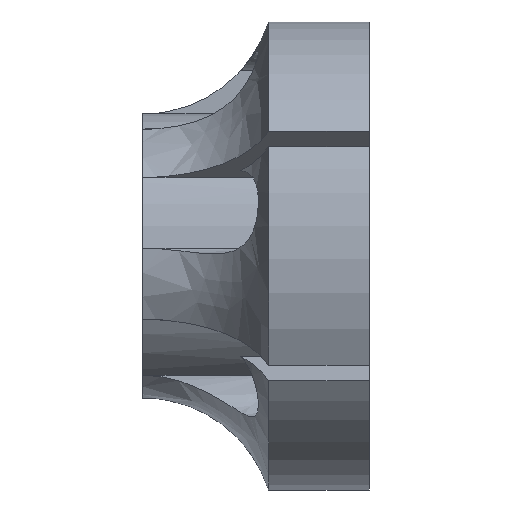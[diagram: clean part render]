
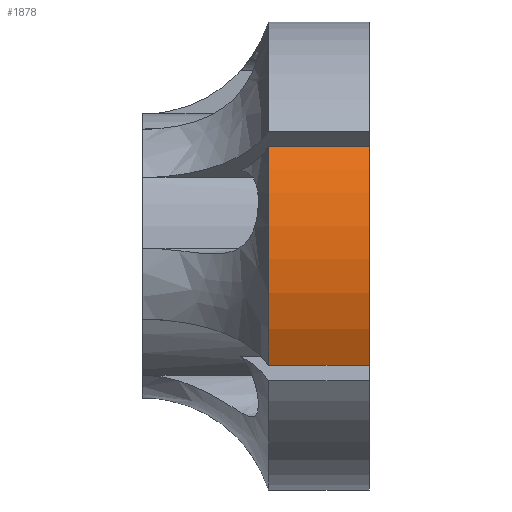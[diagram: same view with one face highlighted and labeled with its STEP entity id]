
A CAD part, left-side view. The second image highlights one B-rep face of the part: STEP entity #1878.
In plain terms, the highlighted free-form (B-spline) face has degree [2, 1] with [3, 2] control points.
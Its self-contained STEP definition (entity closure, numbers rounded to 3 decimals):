
#1760 = VERTEX_POINT('',#1761);
#1761 = CARTESIAN_POINT('',(-28.549,13.887,
    15.08));
#1772 = EDGE_CURVE('',#1760,#1773,#1775,.T.);
#1773 = VERTEX_POINT('',#1774);
#1774 = CARTESIAN_POINT('',(-28.549,0.,15.08));
#1775 = B_SPLINE_CURVE_WITH_KNOTS('',1,(#1776,#1777),.UNSPECIFIED.,.F.,
  .F.,(2,2),(-0.,10.),.PIECEWISE_BEZIER_KNOTS.);
#1776 = CARTESIAN_POINT('',(-28.549,13.887,
    15.08));
#1777 = CARTESIAN_POINT('',(-28.549,0.,15.08));
#1800 = EDGE_CURVE('',#1801,#1773,#1803,.T.);
#1801 = VERTEX_POINT('',#1802);
#1802 = CARTESIAN_POINT('',(-28.549,0.,-15.08));
#1803 = ( BOUNDED_CURVE() B_SPLINE_CURVE(2,(#1804,#1805,#1806),
.UNSPECIFIED.,.F.,.F.) B_SPLINE_CURVE_WITH_KNOTS((3,3),(4.226,
5.198),.PIECEWISE_BEZIER_KNOTS.) CURVE() 
GEOMETRIC_REPRESENTATION_ITEM() RATIONAL_B_SPLINE_CURVE((1.,
0.884,1.)) REPRESENTATION_ITEM('') );
#1804 = CARTESIAN_POINT('',(-28.549,0.,-15.08));
#1805 = CARTESIAN_POINT('',(-36.514,0.,0.));
#1806 = CARTESIAN_POINT('',(-28.549,0.,15.08));
#1840 = EDGE_CURVE('',#1841,#1801,#1843,.T.);
#1841 = VERTEX_POINT('',#1842);
#1842 = CARTESIAN_POINT('',(-28.549,13.887,
    -15.08));
#1843 = B_SPLINE_CURVE_WITH_KNOTS('',1,(#1844,#1845),.UNSPECIFIED.,.F.,
  .F.,(2,2),(-0.,10.),.PIECEWISE_BEZIER_KNOTS.);
#1844 = CARTESIAN_POINT('',(-28.549,13.887,
    -15.08));
#1845 = CARTESIAN_POINT('',(-28.549,0.,-15.08));
#1878 = ADVANCED_FACE('',(#1879),#1890,.T.);
#1879 = FACE_BOUND('',#1880,.T.);
#1880 = EDGE_LOOP('',(#1881,#1882,#1883,#1884));
#1881 = ORIENTED_EDGE('',*,*,#1840,.T.);
#1882 = ORIENTED_EDGE('',*,*,#1800,.T.);
#1883 = ORIENTED_EDGE('',*,*,#1772,.F.);
#1884 = ORIENTED_EDGE('',*,*,#1885,.F.);
#1885 = EDGE_CURVE('',#1841,#1760,#1886,.T.);
#1886 = ( BOUNDED_CURVE() B_SPLINE_CURVE(2,(#1887,#1888,#1889),
.UNSPECIFIED.,.F.,.F.) B_SPLINE_CURVE_WITH_KNOTS((3,3),(4.226,
5.198),.PIECEWISE_BEZIER_KNOTS.) CURVE() 
GEOMETRIC_REPRESENTATION_ITEM() RATIONAL_B_SPLINE_CURVE((1.,
0.884,1.)) REPRESENTATION_ITEM('') );
#1887 = CARTESIAN_POINT('',(-28.549,13.887,
    -15.08));
#1888 = CARTESIAN_POINT('',(-36.514,13.887,
    0.));
#1889 = CARTESIAN_POINT('',(-28.549,13.887,
    15.08));
#1890 = ( BOUNDED_SURFACE() B_SPLINE_SURFACE(2,1,(
    (#1891,#1892)
    ,(#1893,#1894)
    ,(#1895,#1896
)),.UNSPECIFIED.,.F.,.F.,.F.) B_SPLINE_SURFACE_WITH_KNOTS((3,3),(2,2),(
    4.226,5.198),(0.,10.),.PIECEWISE_BEZIER_KNOTS.) 
GEOMETRIC_REPRESENTATION_ITEM() RATIONAL_B_SPLINE_SURFACE((
    (1.,1.)
    ,(0.884,0.884)
,(1.,1.))) REPRESENTATION_ITEM('') SURFACE() );
#1891 = CARTESIAN_POINT('',(-28.549,13.887,
    15.08));
#1892 = CARTESIAN_POINT('',(-28.549,0.,15.08));
#1893 = CARTESIAN_POINT('',(-36.514,13.887,
    0.));
#1894 = CARTESIAN_POINT('',(-36.514,0.,0.));
#1895 = CARTESIAN_POINT('',(-28.549,13.887,
    -15.08));
#1896 = CARTESIAN_POINT('',(-28.549,0.,-15.08));
